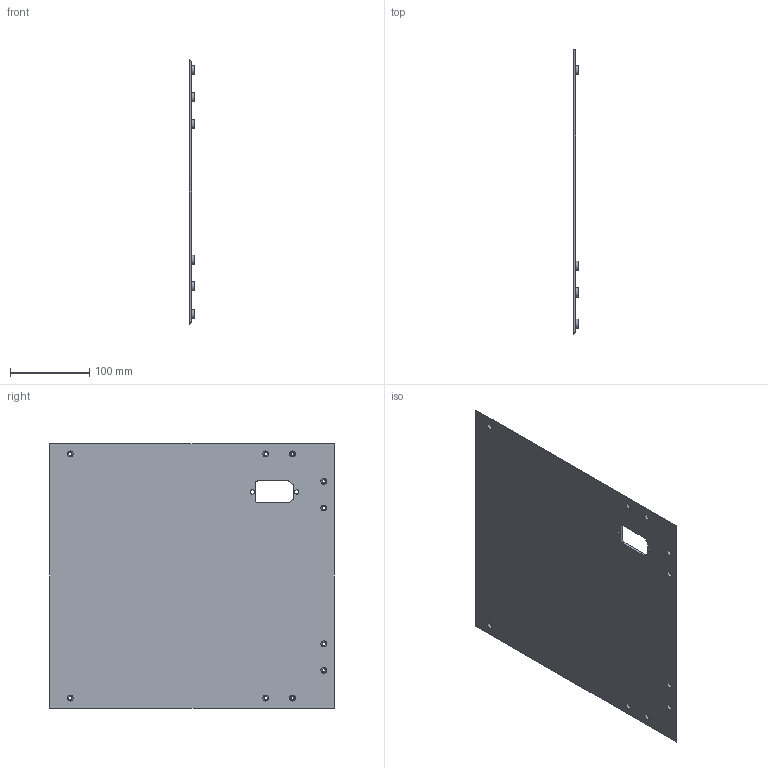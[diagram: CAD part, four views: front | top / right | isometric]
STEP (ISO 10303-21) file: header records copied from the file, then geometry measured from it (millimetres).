
FILE_DESCRIPTION(/* description */ (''),/* implementation_level */ '2;1');
FILE_NAME(/* name */ 'Rear Panel.step',/* time_stamp */ '2022-05-26T10:09:26-07:00',/* author */ (''),/* organization */ (''),/* preprocessor_version */ 'ST-DEVELOPER v18.1',/* originating_system */ 'Autodesk Translation Framework v10.14.0.1471',/* authorisation */ '');
FILE_SCHEMA (('AUTOMOTIVE_DESIGN { 1 0 10303 214 3 1 1 }'));
Length unit declared in the file: millimetre
Products named in the file (1): Rear Panel
Bounding box: 7 x 357.95 x 333.29 mm (x, y, z)
Volume: 344871.2 mm3; surface area: 245142.5 mm2
Topology: 1 solids, 1 shells, 168 faces, 432 edges, 288 vertices
Faces by surface type: cylinder 109, plane 59
Full cylindrical faces by diameter (mm): 4.2 x10, 5.5 x2, 7.4 x10, 11.4 x10
Entity records: 5304 total; most frequent: DIRECTION 986, CARTESIAN_POINT 889, ORIENTED_EDGE 864, EDGE_CURVE 432, AXIS2_PLACEMENT_3D 385, VERTEX_POINT 288, EDGE_LOOP 216, LINE 216
